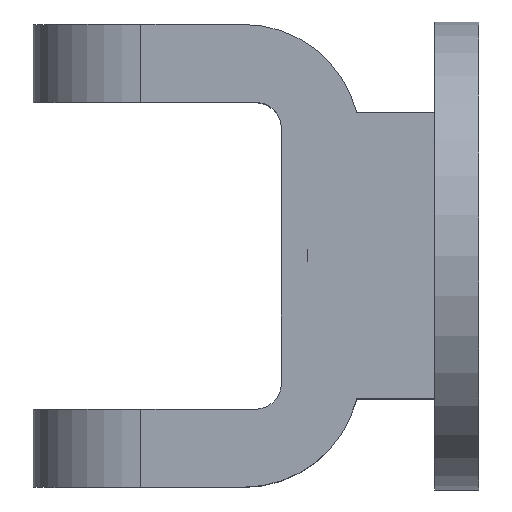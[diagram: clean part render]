
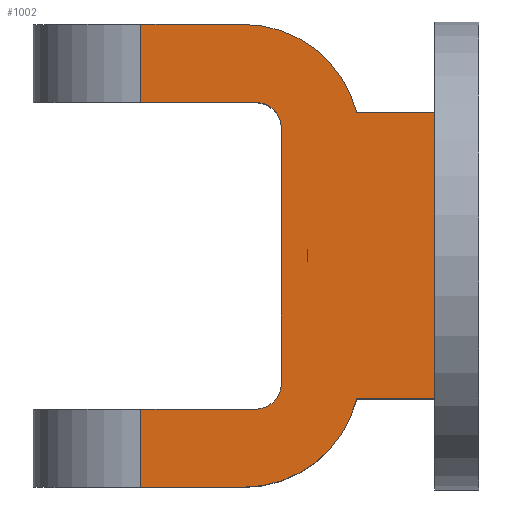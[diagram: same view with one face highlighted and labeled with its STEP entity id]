
A CAD part, top view. The second image highlights one B-rep face of the part: STEP entity #1002.
In plain terms, the highlighted planar face has unit normal (0, 0, 1).
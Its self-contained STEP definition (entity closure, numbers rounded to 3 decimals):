
#5 = FACE_OUTER_BOUND ( 'NONE', #269, .T. ) ;
#14 = CARTESIAN_POINT ( 'NONE',  ( 160., -24.5, 20.75 ) ) ;
#22 = EDGE_CURVE ( 'NONE', #805, #919, #1286, .T. ) ;
#34 = LINE ( 'NONE', #1090, #931 ) ;
#39 = CARTESIAN_POINT ( 'NONE',  ( 155., 29.5, 20.75 ) ) ;
#47 = EDGE_CURVE ( 'NONE', #1087, #791, #76, .T. ) ;
#60 = ORIENTED_EDGE ( 'NONE', *, *, #47, .F. ) ;
#76 = LINE ( 'NONE', #1014, #311 ) ;
#88 = EDGE_CURVE ( 'NONE', #1297, #922, #704, .T. ) ;
#105 = VECTOR ( 'NONE', #115, 1000. ) ;
#115 = DIRECTION ( 'NONE',  ( 0., 1., 0. ) ) ;
#134 = VERTEX_POINT ( 'NONE', #1313 ) ;
#146 = DIRECTION ( 'NONE',  ( -1., 0., 0. ) ) ;
#151 = ORIENTED_EDGE ( 'NONE', *, *, #88, .F. ) ;
#158 = DIRECTION ( 'NONE',  ( 0., -1., 0. ) ) ;
#171 = EDGE_CURVE ( 'NONE', #681, #383, #203, .T. ) ;
#203 = LINE ( 'NONE', #627, #321 ) ;
#209 = EDGE_CURVE ( 'NONE', #1135, #279, #236, .T. ) ;
#236 = LINE ( 'NONE', #343, #1320 ) ;
#238 = CARTESIAN_POINT ( 'NONE',  ( 155., 24.5, 20.75 ) ) ;
#264 = CARTESIAN_POINT ( 'NONE',  ( 133., 29.5, 20.75 ) ) ;
#269 = EDGE_LOOP ( 'NONE', ( #546, #980, #895, #60, #1267, #430, #286, #527, #1180, #1329, #1295, #973, #621, #151 ) ) ;
#279 = VERTEX_POINT ( 'NONE', #974 ) ;
#286 = ORIENTED_EDGE ( 'NONE', *, *, #780, .T. ) ;
#311 = VECTOR ( 'NONE', #1026, 1000. ) ;
#321 = VECTOR ( 'NONE', #934, 1000. ) ;
#343 = CARTESIAN_POINT ( 'NONE',  ( 189.5, -27.5, 20.75 ) ) ;
#345 = VECTOR ( 'NONE', #146, 1000. ) ;
#354 = CARTESIAN_POINT ( 'NONE',  ( 160., 24.5, 20.75 ) ) ;
#366 = DIRECTION ( 'NONE',  ( 0., 1., 0. ) ) ;
#378 = DIRECTION ( 'NONE',  ( -1., 0., 0. ) ) ;
#383 = VERTEX_POINT ( 'NONE', #578 ) ;
#407 = DIRECTION ( 'NONE',  ( 1., 0., 0. ) ) ;
#418 = DIRECTION ( 'NONE',  ( 0., -1., 0. ) ) ;
#430 = ORIENTED_EDGE ( 'NONE', *, *, #1293, .T. ) ;
#433 = PLANE ( 'NONE',  #1234 ) ;
#457 = DIRECTION ( 'NONE',  ( 0., 1., 0. ) ) ;
#461 = LINE ( 'NONE', #786, #944 ) ;
#464 = CARTESIAN_POINT ( 'NONE',  ( 155., -24.5, 20.75 ) ) ;
#494 = EDGE_CURVE ( 'NONE', #1012, #1135, #1039, .T. ) ;
#508 = CARTESIAN_POINT ( 'NONE',  ( 152.683, 44.5, 20.75 ) ) ;
#524 = CIRCLE ( 'NONE', #942, 5. ) ;
#527 = ORIENTED_EDGE ( 'NONE', *, *, #1251, .T. ) ;
#541 = VECTOR ( 'NONE', #158, 1000. ) ;
#546 = ORIENTED_EDGE ( 'NONE', *, *, #1136, .F. ) ;
#578 = CARTESIAN_POINT ( 'NONE',  ( 189.5, 27.5, 20.75 ) ) ;
#589 = AXIS2_PLACEMENT_3D ( 'NONE', #238, #1266, #1257 ) ;
#621 = ORIENTED_EDGE ( 'NONE', *, *, #1198, .F. ) ;
#627 = CARTESIAN_POINT ( 'NONE',  ( 189.5, 27.5, 20.75 ) ) ;
#651 = VECTOR ( 'NONE', #378, 1000. ) ;
#659 = CARTESIAN_POINT ( 'NONE',  ( 133., -29.5, 20.75 ) ) ;
#664 = LINE ( 'NONE', #1063, #345 ) ;
#681 = VERTEX_POINT ( 'NONE', #1015 ) ;
#704 = LINE ( 'NONE', #508, #830 ) ;
#718 = AXIS2_PLACEMENT_3D ( 'NONE', #1160, #770, #366 ) ;
#739 = EDGE_CURVE ( 'NONE', #1087, #851, #524, .T. ) ;
#754 = DIRECTION ( 'NONE',  ( 1., 0., 0. ) ) ;
#757 = CARTESIAN_POINT ( 'NONE',  ( 155., 29.5, 20.75 ) ) ;
#770 = DIRECTION ( 'NONE',  ( 0., 0., -1. ) ) ;
#780 = EDGE_CURVE ( 'NONE', #134, #1230, #1045, .T. ) ;
#786 = CARTESIAN_POINT ( 'NONE',  ( 152.683, -44.5, 20.75 ) ) ;
#791 = VERTEX_POINT ( 'NONE', #354 ) ;
#805 = VERTEX_POINT ( 'NONE', #757 ) ;
#830 = VECTOR ( 'NONE', #407, 1000. ) ;
#843 = CARTESIAN_POINT ( 'NONE',  ( 152.683, 22., 20.75 ) ) ;
#851 = VERTEX_POINT ( 'NONE', #1100 ) ;
#852 = DIRECTION ( 'NONE',  ( 0., -1., 0. ) ) ;
#884 = CARTESIAN_POINT ( 'NONE',  ( 152.683, 44.5, 20.75 ) ) ;
#895 = ORIENTED_EDGE ( 'NONE', *, *, #1327, .F. ) ;
#911 = EDGE_CURVE ( 'NONE', #383, #279, #34, .T. ) ;
#919 = VERTEX_POINT ( 'NONE', #264 ) ;
#922 = VERTEX_POINT ( 'NONE', #884 ) ;
#926 = AXIS2_PLACEMENT_3D ( 'NONE', #1321, #1022, #418 ) ;
#931 = VECTOR ( 'NONE', #970, 1000. ) ;
#934 = DIRECTION ( 'NONE',  ( 1., 0., 0. ) ) ;
#942 = AXIS2_PLACEMENT_3D ( 'NONE', #464, #971, #457 ) ;
#944 = VECTOR ( 'NONE', #1174, 1000. ) ;
#949 = CARTESIAN_POINT ( 'NONE',  ( 152.683, -44.5, 20.75 ) ) ;
#957 = CARTESIAN_POINT ( 'NONE',  ( 133., 29.5, 20.75 ) ) ;
#970 = DIRECTION ( 'NONE',  ( 0., -1., 0. ) ) ;
#971 = DIRECTION ( 'NONE',  ( 0., 0., -1. ) ) ;
#973 = ORIENTED_EDGE ( 'NONE', *, *, #171, .F. ) ;
#974 = CARTESIAN_POINT ( 'NONE',  ( 189.5, -27.5, 20.75 ) ) ;
#980 = ORIENTED_EDGE ( 'NONE', *, *, #22, .F. ) ;
#981 = CARTESIAN_POINT ( 'NONE',  ( 133., 44.5, 20.75 ) ) ;
#1002 = ADVANCED_FACE ( 'NONE', ( #5 ), #433, .T. ) ;
#1012 = VERTEX_POINT ( 'NONE', #949 ) ;
#1014 = CARTESIAN_POINT ( 'NONE',  ( 160., 0., 20.75 ) ) ;
#1015 = CARTESIAN_POINT ( 'NONE',  ( 174.5, 27.5, 20.75 ) ) ;
#1022 = DIRECTION ( 'NONE',  ( 0., 0., 1. ) ) ;
#1026 = DIRECTION ( 'NONE',  ( 0., 1., 0. ) ) ;
#1039 = CIRCLE ( 'NONE', #926, 22.5 ) ;
#1044 = CIRCLE ( 'NONE', #589, 5. ) ;
#1045 = LINE ( 'NONE', #659, #541 ) ;
#1063 = CARTESIAN_POINT ( 'NONE',  ( 155., -29.5, 20.75 ) ) ;
#1087 = VERTEX_POINT ( 'NONE', #14 ) ;
#1090 = CARTESIAN_POINT ( 'NONE',  ( 189.5, 0., 20.75 ) ) ;
#1093 = CARTESIAN_POINT ( 'NONE',  ( 133., -44.5, 20.75 ) ) ;
#1095 = CIRCLE ( 'NONE', #718, 22.5 ) ;
#1100 = CARTESIAN_POINT ( 'NONE',  ( 155., -29.5, 20.75 ) ) ;
#1135 = VERTEX_POINT ( 'NONE', #1165 ) ;
#1136 = EDGE_CURVE ( 'NONE', #919, #1297, #1145, .T. ) ;
#1141 = DIRECTION ( 'NONE',  ( 0., 0., 1. ) ) ;
#1145 = LINE ( 'NONE', #957, #105 ) ;
#1160 = CARTESIAN_POINT ( 'NONE',  ( 152.683, 22., 20.75 ) ) ;
#1165 = CARTESIAN_POINT ( 'NONE',  ( 174.5, -27.5, 20.75 ) ) ;
#1174 = DIRECTION ( 'NONE',  ( 1., 0., 0. ) ) ;
#1180 = ORIENTED_EDGE ( 'NONE', *, *, #494, .T. ) ;
#1198 = EDGE_CURVE ( 'NONE', #922, #681, #1095, .T. ) ;
#1230 = VERTEX_POINT ( 'NONE', #1093 ) ;
#1234 = AXIS2_PLACEMENT_3D ( 'NONE', #843, #1141, #852 ) ;
#1251 = EDGE_CURVE ( 'NONE', #1230, #1012, #461, .T. ) ;
#1257 = DIRECTION ( 'NONE',  ( 0., -1., 0. ) ) ;
#1266 = DIRECTION ( 'NONE',  ( 0., 0., 1. ) ) ;
#1267 = ORIENTED_EDGE ( 'NONE', *, *, #739, .T. ) ;
#1286 = LINE ( 'NONE', #39, #651 ) ;
#1293 = EDGE_CURVE ( 'NONE', #851, #134, #664, .T. ) ;
#1295 = ORIENTED_EDGE ( 'NONE', *, *, #911, .F. ) ;
#1297 = VERTEX_POINT ( 'NONE', #981 ) ;
#1313 = CARTESIAN_POINT ( 'NONE',  ( 133., -29.5, 20.75 ) ) ;
#1320 = VECTOR ( 'NONE', #754, 1000. ) ;
#1321 = CARTESIAN_POINT ( 'NONE',  ( 152.683, -22., 20.75 ) ) ;
#1327 = EDGE_CURVE ( 'NONE', #791, #805, #1044, .T. ) ;
#1329 = ORIENTED_EDGE ( 'NONE', *, *, #209, .T. ) ;
